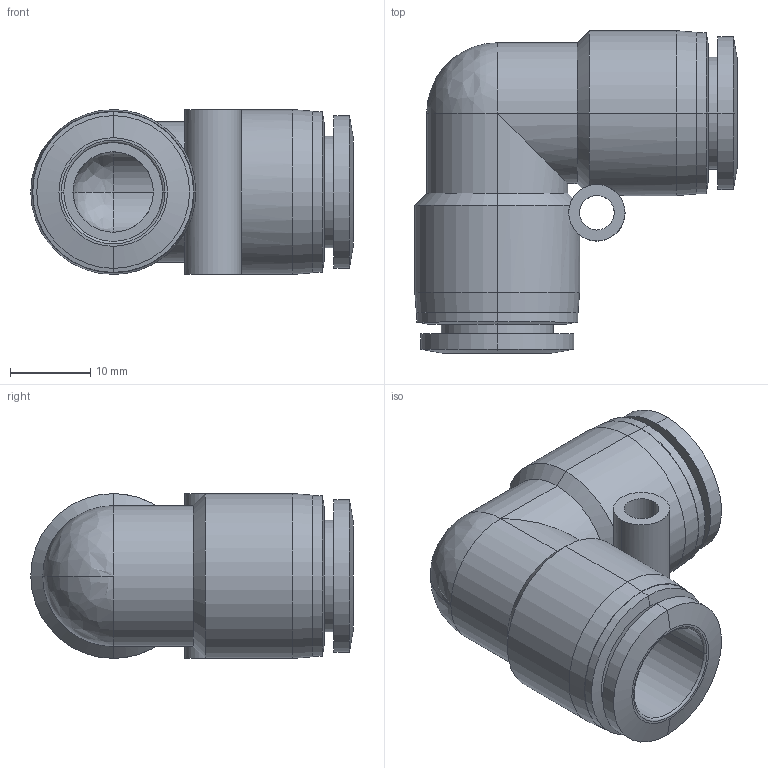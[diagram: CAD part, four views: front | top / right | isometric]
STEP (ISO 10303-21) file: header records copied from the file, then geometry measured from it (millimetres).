
FILE_DESCRIPTION (( 'STEP AP214' ), '1' );
FILE_NAME ('UL12M.step', '2016-02-24T20:48:32', ( '' ), ( '' ), 'SwSTEP 2.0', 'SolidWorks 2015', '' );
FILE_SCHEMA (( 'AUTOMOTIVE_DESIGN' ));
Length unit declared in the file: inch
Products named in the file (1): UL12M
Bounding box: 40.1 x 40.1 x 20.5 mm (x, y, z)
Volume: 10705.7 mm3; surface area: 7278.3 mm2
Topology: 1 solids, 1 shells, 68 faces, 150 edges, 87 vertices
Faces by surface type: cylinder 32, cone 16, plane 12, bspline 4, torus 4
Entity records: 2922 total; most frequent: CARTESIAN_POINT 475, DIRECTION 355, ORIENTED_EDGE 292, AXIS2_PLACEMENT_3D 153, EDGE_CURVE 146, CIRCLE 88, VERTEX_POINT 87, EDGE_LOOP 81
